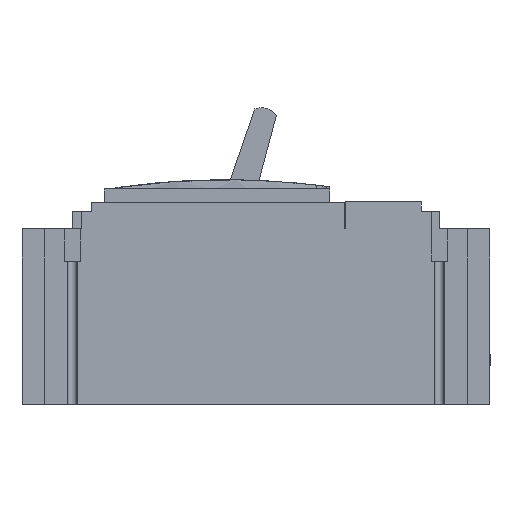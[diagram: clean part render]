
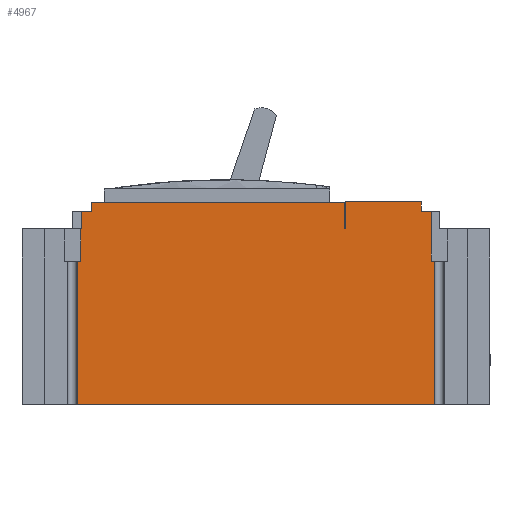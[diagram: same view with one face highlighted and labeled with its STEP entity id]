
A CAD part, left-side view. The second image highlights one B-rep face of the part: STEP entity #4967.
In plain terms, the highlighted planar face has unit normal (-1, 0, 0).
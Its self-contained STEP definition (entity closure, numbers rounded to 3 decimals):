
#2=DIRECTION('',(0.,-1.,0.));
#3=VECTOR('',#2,0.5);
#4=CARTESIAN_POINT('',(0.,223.,95.5));
#5=LINE('',#4,#3);
#6=DIRECTION('',(0.,-1.,0.));
#7=VECTOR('',#6,0.25);
#8=CARTESIAN_POINT('',(0.,79.25,95.5));
#9=LINE('',#8,#7);
#10=DIRECTION('',(0.,0.,1.));
#11=VECTOR('',#10,14.9);
#12=CARTESIAN_POINT('',(0.,79.,95.5));
#13=LINE('',#12,#11);
#14=DIRECTION('',(0.,-1.,0.));
#15=VECTOR('',#14,41.5);
#16=CARTESIAN_POINT('',(0.,79.,110.4));
#17=LINE('',#16,#15);
#18=DIRECTION('',(0.,0.,-1.));
#19=VECTOR('',#18,5.4);
#20=CARTESIAN_POINT('',(0.,37.5,110.4));
#21=LINE('',#20,#19);
#22=DIRECTION('',(0.,-1.,0.));
#23=VECTOR('',#22,5.5);
#24=CARTESIAN_POINT('',(0.,37.5,105.));
#25=LINE('',#24,#23);
#26=DIRECTION('',(0.,0.,-1.));
#27=VECTOR('',#26,27.);
#28=CARTESIAN_POINT('',(0.,32.,105.));
#29=LINE('',#28,#27);
#30=DIRECTION('',(0.,1.,0.));
#31=VECTOR('',#30,194.909);
#32=CARTESIAN_POINT('',(0.,30.046,0.));
#33=LINE('',#32,#31);
#34=DIRECTION('',(0.,-1.,0.));
#35=VECTOR('',#34,1.954);
#36=CARTESIAN_POINT('',(0.,224.954,78.));
#37=LINE('',#36,#35);
#380=DIRECTION('',(0.,0.,1.));
#381=VECTOR('',#380,14.5);
#382=CARTESIAN_POINT('',(0.,79.25,95.5));
#383=LINE('',#382,#381);
#392=DIRECTION('',(0.,1.,0.));
#393=VECTOR('',#392,138.);
#394=CARTESIAN_POINT('',(0.,79.25,110.));
#395=LINE('',#394,#393);
#434=DIRECTION('',(0.,0.,-1.));
#435=VECTOR('',#434,5.);
#436=CARTESIAN_POINT('',(0.,217.25,110.));
#437=LINE('',#436,#435);
#442=DIRECTION('',(0.,1.,0.));
#443=VECTOR('',#442,5.25);
#444=CARTESIAN_POINT('',(0.,217.25,105.));
#445=LINE('',#444,#443);
#496=DIRECTION('',(0.,0.,-1.));
#497=VECTOR('',#496,9.5);
#498=CARTESIAN_POINT('',(0.,222.5,105.));
#499=LINE('',#498,#497);
#1883=DIRECTION('',(0.,0.,1.));
#1884=VECTOR('',#1883,78.);
#1885=CARTESIAN_POINT('',(0.,30.046,0.));
#1886=LINE('',#1885,#1884);
#1901=DIRECTION('',(0.,1.,0.));
#1902=VECTOR('',#1901,1.954);
#1903=CARTESIAN_POINT('',(0.,30.046,
78.));
#1904=LINE('',#1903,#1902);
#3491=DIRECTION('',(0.,0.,-1.));
#3492=VECTOR('',#3491,78.);
#3493=CARTESIAN_POINT('',(0.,224.954,
78.));
#3494=LINE('',#3493,#3492);
#3529=DIRECTION('',(0.,0.,-1.));
#3530=VECTOR('',#3529,17.5);
#3531=CARTESIAN_POINT('',(0.,223.,95.5));
#3532=LINE('',#3531,#3530);
#3749=CARTESIAN_POINT('',(0.,223.,95.5));
#3750=CARTESIAN_POINT('',(0.,222.5,95.5));
#3751=VERTEX_POINT('',#3749);
#3752=VERTEX_POINT('',#3750);
#3753=CARTESIAN_POINT('',(0.,222.5,105.));
#3754=VERTEX_POINT('',#3753);
#3755=CARTESIAN_POINT('',(0.,217.25,105.));
#3756=VERTEX_POINT('',#3755);
#3757=CARTESIAN_POINT('',(0.,217.25,110.));
#3758=VERTEX_POINT('',#3757);
#3759=CARTESIAN_POINT('',(0.,79.25,110.));
#3760=VERTEX_POINT('',#3759);
#3761=CARTESIAN_POINT('',(0.,79.25,95.5));
#3762=VERTEX_POINT('',#3761);
#3763=CARTESIAN_POINT('',(0.,79.,95.5));
#3764=VERTEX_POINT('',#3763);
#3765=CARTESIAN_POINT('',(0.,79.,110.4));
#3766=VERTEX_POINT('',#3765);
#3767=CARTESIAN_POINT('',(0.,37.5,110.4));
#3768=VERTEX_POINT('',#3767);
#3769=CARTESIAN_POINT('',(0.,37.5,105.));
#3770=VERTEX_POINT('',#3769);
#3771=CARTESIAN_POINT('',(0.,32.,105.));
#3772=VERTEX_POINT('',#3771);
#3773=CARTESIAN_POINT('',(0.,32.,78.));
#3774=VERTEX_POINT('',#3773);
#3775=CARTESIAN_POINT('',(0.,30.046,
78.));
#3776=VERTEX_POINT('',#3775);
#3777=CARTESIAN_POINT('',(0.,30.046,0.));
#3778=VERTEX_POINT('',#3777);
#3779=CARTESIAN_POINT('',(0.,224.954,0.));
#3780=VERTEX_POINT('',#3779);
#3781=CARTESIAN_POINT('',(0.,224.954,
78.));
#3782=VERTEX_POINT('',#3781);
#3783=CARTESIAN_POINT('',(0.,223.,78.));
#3784=VERTEX_POINT('',#3783);
#4924=CARTESIAN_POINT('',(0.,127.5,55.2));
#4925=DIRECTION('',(1.,0.,0.));
#4926=DIRECTION('',(0.,0.,-1.));
#4927=AXIS2_PLACEMENT_3D('',#4924,#4925,#4926);
#4928=PLANE('',#4927);
#4930=ORIENTED_EDGE('',*,*,#4929,.T.);
#4932=ORIENTED_EDGE('',*,*,#4931,.F.);
#4934=ORIENTED_EDGE('',*,*,#4933,.F.);
#4936=ORIENTED_EDGE('',*,*,#4935,.F.);
#4938=ORIENTED_EDGE('',*,*,#4937,.F.);
#4940=ORIENTED_EDGE('',*,*,#4939,.F.);
#4942=ORIENTED_EDGE('',*,*,#4941,.T.);
#4944=ORIENTED_EDGE('',*,*,#4943,.T.);
#4946=ORIENTED_EDGE('',*,*,#4945,.T.);
#4948=ORIENTED_EDGE('',*,*,#4947,.T.);
#4950=ORIENTED_EDGE('',*,*,#4949,.T.);
#4952=ORIENTED_EDGE('',*,*,#4951,.T.);
#4954=ORIENTED_EDGE('',*,*,#4953,.F.);
#4956=ORIENTED_EDGE('',*,*,#4955,.F.);
#4958=ORIENTED_EDGE('',*,*,#4957,.T.);
#4960=ORIENTED_EDGE('',*,*,#4959,.F.);
#4962=ORIENTED_EDGE('',*,*,#4961,.T.);
#4964=ORIENTED_EDGE('',*,*,#4963,.F.);
#4965=EDGE_LOOP('',(#4930,#4932,#4934,#4936,#4938,#4940,#4942,#4944,#4946,#4948,
#4950,#4952,#4954,#4956,#4958,#4960,#4962,#4964));
#4966=FACE_OUTER_BOUND('',#4965,.F.);
#4967=ADVANCED_FACE('',(#4966),#4928,.F.);
#4929=EDGE_CURVE('',#3751,#3752,#5,.T.);
#4931=EDGE_CURVE('',#3754,#3752,#499,.T.);
#4933=EDGE_CURVE('',#3756,#3754,#445,.T.);
#4935=EDGE_CURVE('',#3758,#3756,#437,.T.);
#4937=EDGE_CURVE('',#3760,#3758,#395,.T.);
#4939=EDGE_CURVE('',#3762,#3760,#383,.T.);
#4941=EDGE_CURVE('',#3762,#3764,#9,.T.);
#4943=EDGE_CURVE('',#3764,#3766,#13,.T.);
#4945=EDGE_CURVE('',#3766,#3768,#17,.T.);
#4947=EDGE_CURVE('',#3768,#3770,#21,.T.);
#4949=EDGE_CURVE('',#3770,#3772,#25,.T.);
#4951=EDGE_CURVE('',#3772,#3774,#29,.T.);
#4953=EDGE_CURVE('',#3776,#3774,#1904,.T.);
#4955=EDGE_CURVE('',#3778,#3776,#1886,.T.);
#4957=EDGE_CURVE('',#3778,#3780,#33,.T.);
#4959=EDGE_CURVE('',#3782,#3780,#3494,.T.);
#4961=EDGE_CURVE('',#3782,#3784,#37,.T.);
#4963=EDGE_CURVE('',#3751,#3784,#3532,.T.);
